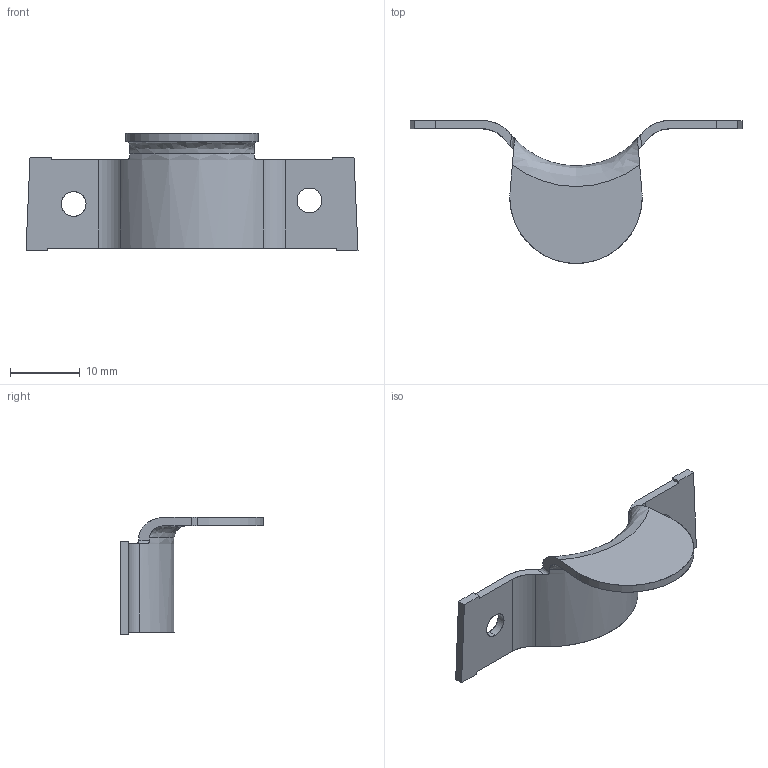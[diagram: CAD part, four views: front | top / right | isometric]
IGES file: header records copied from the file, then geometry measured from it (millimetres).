
Start section: SolidWorks IGES file using analytic representation for surfaces
Global section: file name: 15519.IGS; native system: SolidWorks 2014; preprocessor: SolidWorks 2014; author: sjohnson; date: 150223.151937; units: inch
Bounding box: 47.76 x 20.57 x 16.89 mm (x, y, z)
Surface area: 2052.7 mm2 (no closed solid volume)
Topology: 0 solids, 0 shells, 38 faces, 522 edges, 522 vertices
Faces by surface type: bspline 23, revolution 15
